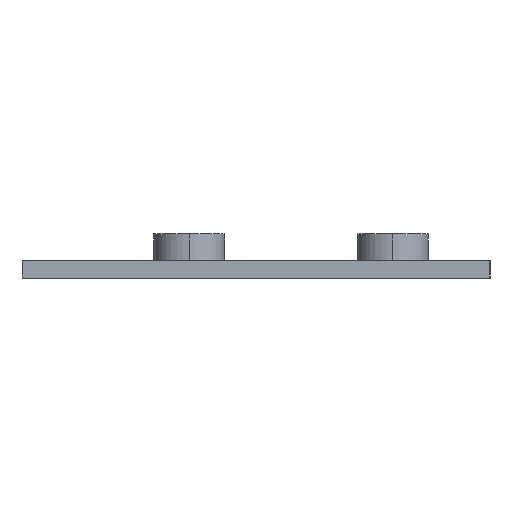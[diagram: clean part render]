
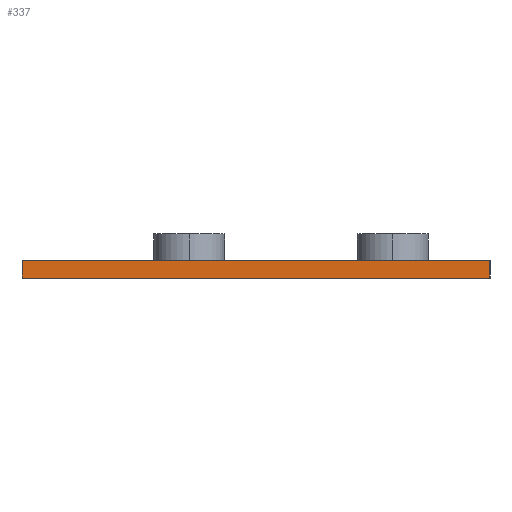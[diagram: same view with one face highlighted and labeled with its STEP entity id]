
A CAD part, left-side view. The second image highlights one B-rep face of the part: STEP entity #337.
In plain terms, the highlighted planar face has unit normal (-1, 0, 0).
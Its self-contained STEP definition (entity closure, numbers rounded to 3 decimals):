
#1 = VERTEX_POINT ( 'NONE', #650 ) ;
#19 = DIRECTION ( 'NONE',  ( 0., 1., 0. ) ) ;
#25 = DIRECTION ( 'NONE',  ( 0., 0., 1. ) ) ;
#205 = PLANE ( 'NONE',  #274 ) ;
#212 = CARTESIAN_POINT ( 'NONE',  ( -97.5, 516.102, -132.629 ) ) ;
#229 = ORIENTED_EDGE ( 'NONE', *, *, #683, .F. ) ;
#274 = AXIS2_PLACEMENT_3D ( 'NONE', #212, #1099, #19 ) ;
#300 = CARTESIAN_POINT ( 'NONE',  ( -97.5, 569., -132.629 ) ) ;
#333 = ORIENTED_EDGE ( 'NONE', *, *, #948, .T. ) ;
#337 = ADVANCED_FACE ( 'NONE', ( #514 ), #205, .F. ) ;
#357 = CARTESIAN_POINT ( 'NONE',  ( -97.5, 569., 20. ) ) ;
#434 = CARTESIAN_POINT ( 'NONE',  ( -97.5, 569., 18. ) ) ;
#449 = VERTEX_POINT ( 'NONE', #357 ) ;
#488 = CARTESIAN_POINT ( 'NONE',  ( -97.5, 592.602, 18. ) ) ;
#514 = FACE_OUTER_BOUND ( 'NONE', #1288, .T. ) ;
#559 = ORIENTED_EDGE ( 'NONE', *, *, #635, .F. ) ;
#563 = CARTESIAN_POINT ( 'NONE',  ( -97.5, 516.102, -132.629 ) ) ;
#616 = DIRECTION ( 'NONE',  ( 0., -1., 0. ) ) ;
#635 = EDGE_CURVE ( 'NONE', #658, #849, #1269, .T. ) ;
#650 = CARTESIAN_POINT ( 'NONE',  ( -97.5, 516.102, 20. ) ) ;
#651 = LINE ( 'NONE', #563, #918 ) ;
#658 = VERTEX_POINT ( 'NONE', #814 ) ;
#683 = EDGE_CURVE ( 'NONE', #449, #1, #860, .T. ) ;
#689 = VECTOR ( 'NONE', #941, 1000. ) ;
#756 = VECTOR ( 'NONE', #1148, 1000. ) ;
#790 = LINE ( 'NONE', #300, #689 ) ;
#814 = CARTESIAN_POINT ( 'NONE',  ( -97.5, 516.102, 18. ) ) ;
#849 = VERTEX_POINT ( 'NONE', #434 ) ;
#860 = LINE ( 'NONE', #1270, #980 ) ;
#918 = VECTOR ( 'NONE', #25, 1000. ) ;
#941 = DIRECTION ( 'NONE',  ( 0., 0., 1. ) ) ;
#948 = EDGE_CURVE ( 'NONE', #658, #1, #651, .T. ) ;
#980 = VECTOR ( 'NONE', #616, 1000. ) ;
#1099 = DIRECTION ( 'NONE',  ( 1., 0., 0. ) ) ;
#1143 = EDGE_CURVE ( 'NONE', #849, #449, #790, .T. ) ;
#1148 = DIRECTION ( 'NONE',  ( 0., 1., 0. ) ) ;
#1269 = LINE ( 'NONE', #488, #756 ) ;
#1270 = CARTESIAN_POINT ( 'NONE',  ( -97.5, 592.602, 20. ) ) ;
#1274 = ORIENTED_EDGE ( 'NONE', *, *, #1143, .F. ) ;
#1288 = EDGE_LOOP ( 'NONE', ( #1274, #559, #333, #229 ) ) ;
